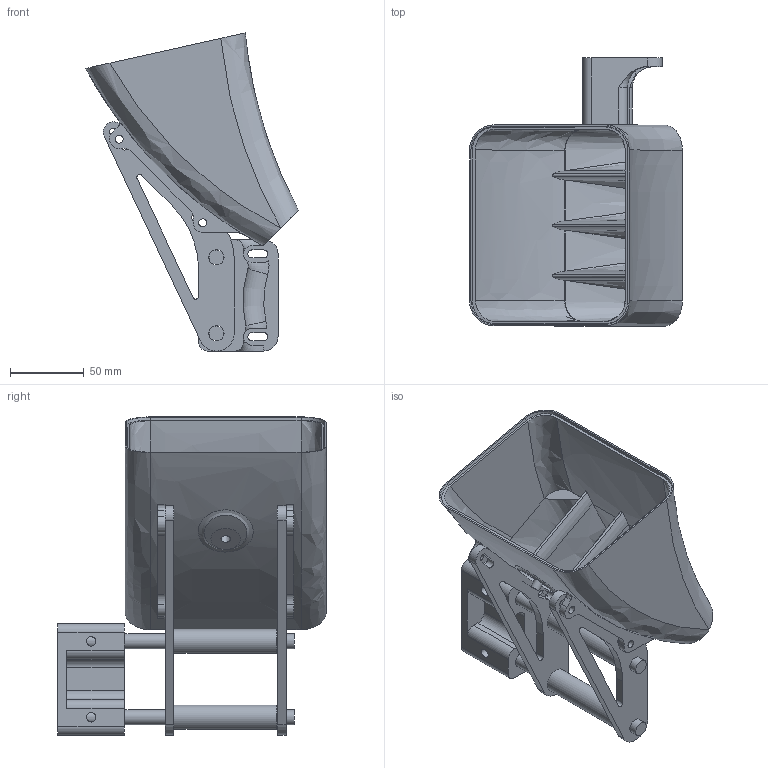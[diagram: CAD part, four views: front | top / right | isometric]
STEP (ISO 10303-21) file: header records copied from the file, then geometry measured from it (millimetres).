
FILE_DESCRIPTION(/* description */ (''),/* implementation_level */ '2;1');
FILE_NAME(/* name */ 'Feeding Mechanism v16.step',/* time_stamp */ '2024-10-08T15:44:33+11:00',/* author */ (''),/* organization */ (''),/* preprocessor_version */ 'ST-DEVELOPER v20',/* originating_system */ 'Autodesk Translation Framework v13.20.0.188',/* authorisation */ '');
FILE_SCHEMA (('AUTOMOTIVE_DESIGN { 1 0 10303 214 3 1 1 }'));
Length unit declared in the file: millimetre
Products named in the file (1): Feeding Mechanism
Bounding box: 144.04 x 181.5 x 215.22 mm (x, y, z)
Volume: 444286.7 mm3; surface area: 203171.8 mm2
Topology: 8 solids, 8 shells, 208 faces, 580 edges, 386 vertices
Faces by surface type: cylinder 95, plane 70, bspline 33, cone 5, torus 5
Full cylindrical faces by diameter (mm): 5.4 x4, 6.3 x1, 6.4 x2, 10 x2, 10.3 x8, 16.3 x2
Entity records: 18478 total; most frequent: CARTESIAN_POINT 13225, ORIENTED_EDGE 1156, DIRECTION 956, EDGE_CURVE 578, VERTEX_POINT 386, AXIS2_PLACEMENT_3D 365, EDGE_LOOP 260, LINE 226
